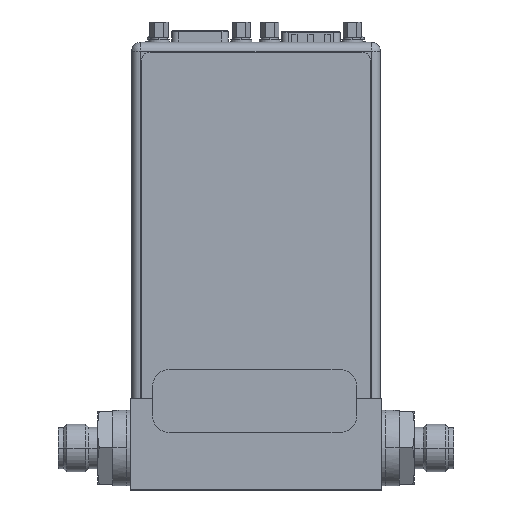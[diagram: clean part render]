
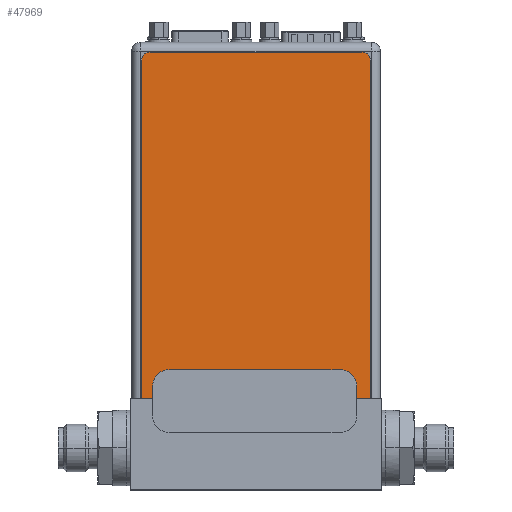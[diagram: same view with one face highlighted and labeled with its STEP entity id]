
A CAD part, top view. The second image highlights one B-rep face of the part: STEP entity #47969.
In plain terms, the highlighted planar face has unit normal (0, 0, 1).
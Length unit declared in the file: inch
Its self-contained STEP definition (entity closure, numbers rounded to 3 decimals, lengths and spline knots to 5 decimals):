
#47802=CARTESIAN_POINT('',(2.63,4.04,0.004));
#47803=DIRECTION('',(0.,0.,1.));
#47804=DIRECTION('',(1.,0.,0.));
#47805=AXIS2_PLACEMENT_3D('',#47802,#47803,#47804);
#47807=DIRECTION('',(0.,1.,0.));
#47808=VECTOR('',#47807,4.04);
#47809=CARTESIAN_POINT('',(2.73,0.,0.004));
#47810=LINE('',#47809,#47808);
#47811=DIRECTION('',(1.,0.,0.));
#47812=VECTOR('',#47811,2.73);
#47813=CARTESIAN_POINT('',(0.,0.,0.004));
#47814=LINE('',#47813,#47812);
#47815=DIRECTION('',(0.,-1.,0.));
#47816=VECTOR('',#47815,4.04);
#47817=CARTESIAN_POINT('',(0.,4.04,0.004));
#47818=LINE('',#47817,#47816);
#47819=CARTESIAN_POINT('',(0.1,4.04,0.004));
#47820=DIRECTION('',(0.,0.,1.));
#47821=DIRECTION('',(0.,1.,0.));
#47822=AXIS2_PLACEMENT_3D('',#47819,#47820,#47821);
#47824=DIRECTION('',(-1.,0.,0.));
#47825=VECTOR('',#47824,2.53);
#47826=CARTESIAN_POINT('',(2.63,4.14,0.004));
#47827=LINE('',#47826,#47825);
#47832=CARTESIAN_POINT('',(0.,0.,0.004));
#47833=CARTESIAN_POINT('',(2.73,0.,0.004));
#47834=VERTEX_POINT('',#47832);
#47835=VERTEX_POINT('',#47833);
#47840=CARTESIAN_POINT('',(2.73,4.04,0.004));
#47841=VERTEX_POINT('',#47840);
#47842=CARTESIAN_POINT('',(2.63,4.14,0.004));
#47843=VERTEX_POINT('',#47842);
#47848=CARTESIAN_POINT('',(0.1,4.14,0.004));
#47849=VERTEX_POINT('',#47848);
#47850=CARTESIAN_POINT('',(0.,4.04,0.004));
#47851=VERTEX_POINT('',#47850);
#47956=CARTESIAN_POINT('',(0.,0.,0.004));
#47957=DIRECTION('',(0.,0.,1.));
#47958=DIRECTION('',(1.,0.,0.));
#47959=AXIS2_PLACEMENT_3D('',#47956,#47957,#47958);
#47960=PLANE('',#47959);
#47961=ORIENTED_EDGE('',*,*,#47880,.F.);
#47962=ORIENTED_EDGE('',*,*,#47896,.F.);
#47963=ORIENTED_EDGE('',*,*,#47909,.F.);
#47964=ORIENTED_EDGE('',*,*,#47922,.F.);
#47965=ORIENTED_EDGE('',*,*,#47937,.F.);
#47966=ORIENTED_EDGE('',*,*,#47949,.F.);
#47967=EDGE_LOOP('',(#47961,#47962,#47963,#47964,#47965,#47966));
#47968=FACE_OUTER_BOUND('',#47967,.F.);
#47969=ADVANCED_FACE('',(#47968),#47960,.T.);
#47806=CIRCLE('',#47805,0.1);
#47823=CIRCLE('',#47822,0.1);
#47880=EDGE_CURVE('',#47841,#47843,#47806,.T.);
#47896=EDGE_CURVE('',#47835,#47841,#47810,.T.);
#47909=EDGE_CURVE('',#47834,#47835,#47814,.T.);
#47922=EDGE_CURVE('',#47851,#47834,#47818,.T.);
#47937=EDGE_CURVE('',#47849,#47851,#47823,.T.);
#47949=EDGE_CURVE('',#47843,#47849,#47827,.T.);
